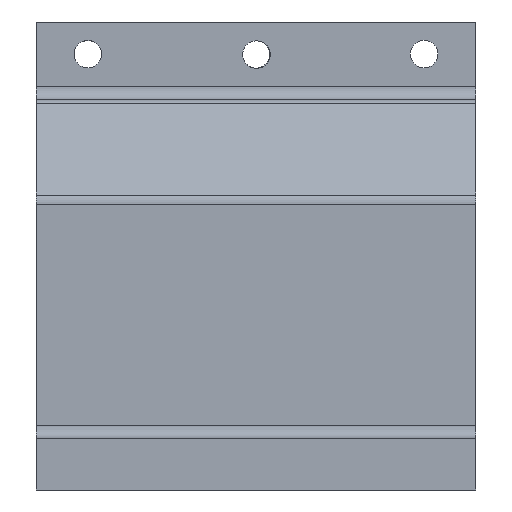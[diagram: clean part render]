
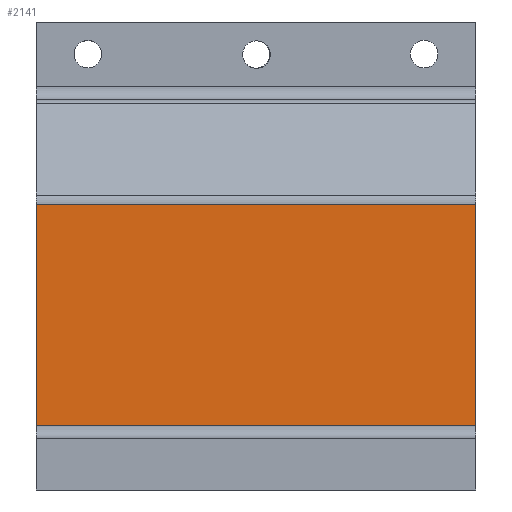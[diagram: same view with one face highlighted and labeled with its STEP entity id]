
A CAD part, left-side view. The second image highlights one B-rep face of the part: STEP entity #2141.
In plain terms, the highlighted planar face has unit normal (-1, 0, 0).
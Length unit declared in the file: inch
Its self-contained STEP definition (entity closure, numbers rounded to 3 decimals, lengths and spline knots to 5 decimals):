
#875=DIRECTION('',(0.,1.,0.));
#876=VECTOR('',#875,4.25);
#877=CARTESIAN_POINT('',(-1.63846,3.75,0.26162));
#878=LINE('',#877,#876);
#879=DIRECTION('',(0.,0.,-1.));
#880=VECTOR('',#879,2.13597);
#881=CARTESIAN_POINT('',(-1.63846,3.75,0.26162));
#882=LINE('',#881,#880);
#883=DIRECTION('',(0.,-1.,0.));
#884=VECTOR('',#883,4.25);
#885=CARTESIAN_POINT('',(-1.63846,8.,-1.87435));
#886=LINE('',#885,#884);
#887=DIRECTION('',(0.,0.,1.));
#888=VECTOR('',#887,2.13597);
#889=CARTESIAN_POINT('',(-1.63846,8.,-1.87435));
#890=LINE('',#889,#888);
#1171=CARTESIAN_POINT('',(-1.63846,8.,-1.87435));
#1172=CARTESIAN_POINT('',(-1.63846,3.75,-1.87435));
#1173=VERTEX_POINT('',#1171);
#1174=VERTEX_POINT('',#1172);
#1207=CARTESIAN_POINT('',(-1.63846,8.,0.26162));
#1209=VERTEX_POINT('',#1207);
#1213=CARTESIAN_POINT('',(-1.63846,3.75,0.26162));
#1214=VERTEX_POINT('',#1213);
#2129=CARTESIAN_POINT('',(-1.63846,8.,0.3134));
#2130=DIRECTION('',(1.,0.,0.));
#2131=DIRECTION('',(0.,0.,-1.));
#2132=AXIS2_PLACEMENT_3D('',#2129,#2130,#2131);
#2133=PLANE('',#2132);
#2135=ORIENTED_EDGE('',*,*,#2134,.F.);
#2136=ORIENTED_EDGE('',*,*,#1820,.T.);
#2137=ORIENTED_EDGE('',*,*,#2123,.F.);
#2138=ORIENTED_EDGE('',*,*,#1388,.T.);
#2139=EDGE_LOOP('',(#2135,#2136,#2137,#2138));
#2140=FACE_OUTER_BOUND('',#2139,.F.);
#2141=ADVANCED_FACE('',(#2140),#2133,.F.);
#1388=EDGE_CURVE('',#1173,#1209,#890,.T.);
#1820=EDGE_CURVE('',#1214,#1174,#882,.T.);
#2123=EDGE_CURVE('',#1173,#1174,#886,.T.);
#2134=EDGE_CURVE('',#1214,#1209,#878,.T.);
